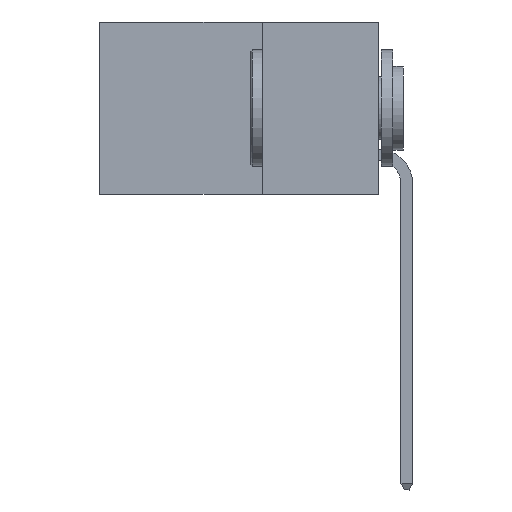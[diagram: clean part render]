
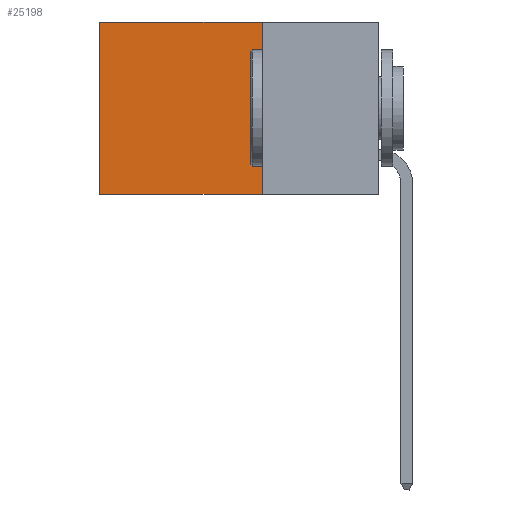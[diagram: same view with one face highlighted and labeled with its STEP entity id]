
A CAD part, left-side view. The second image highlights one B-rep face of the part: STEP entity #25198.
In plain terms, the highlighted planar face has unit normal (-1, 0, 0).
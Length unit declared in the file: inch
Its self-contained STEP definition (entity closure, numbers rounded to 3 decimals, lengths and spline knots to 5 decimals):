
#1214 = AXIS2_PLACEMENT_3D ( 'NONE', #16441, #9771, #14257 ) ;
#1397 = CARTESIAN_POINT ( 'NONE',  ( 0.2615, 0.25, -0.37 ) ) ;
#2203 = CARTESIAN_POINT ( 'NONE',  ( 0.2615, 0.25, 0. ) ) ;
#2271 = VECTOR ( 'NONE', #19691, 39.37008 ) ;
#2337 = EDGE_CURVE ( 'NONE', #3832, #2861, #14075, .T. ) ;
#2861 = VERTEX_POINT ( 'NONE', #1397 ) ;
#3616 = VERTEX_POINT ( 'NONE', #12670 ) ;
#3832 = VERTEX_POINT ( 'NONE', #13424 ) ;
#3911 = CARTESIAN_POINT ( 'NONE',  ( 0.2615, 0.25, -0.37 ) ) ;
#4276 = DIRECTION ( 'NONE',  ( 0., 0., -1. ) ) ;
#5930 = ORIENTED_EDGE ( 'NONE', *, *, #20589, .F. ) ;
#6074 = VERTEX_POINT ( 'NONE', #7627 ) ;
#6803 = DIRECTION ( 'NONE',  ( 0., 1., 0. ) ) ;
#7627 = CARTESIAN_POINT ( 'NONE',  ( 0.2615, 0.6, 0. ) ) ;
#9771 = DIRECTION ( 'NONE',  ( 1., 0., 0. ) ) ;
#12670 = CARTESIAN_POINT ( 'NONE',  ( 0.2615, 0.6, -0.37 ) ) ;
#13421 = EDGE_CURVE ( 'NONE', #3832, #6074, #13801, .T. ) ;
#13424 = CARTESIAN_POINT ( 'NONE',  ( 0.2615, 0.25, 0. ) ) ;
#13748 = LINE ( 'NONE', #25373, #2271 ) ;
#13801 = LINE ( 'NONE', #2203, #21578 ) ;
#14075 = LINE ( 'NONE', #3911, #17818 ) ;
#14257 = DIRECTION ( 'NONE',  ( 0., 0., -1. ) ) ;
#14792 = ORIENTED_EDGE ( 'NONE', *, *, #2337, .F. ) ;
#16441 = CARTESIAN_POINT ( 'NONE',  ( 0.2615, 0.25, -0.37 ) ) ;
#17643 = FACE_OUTER_BOUND ( 'NONE', #18813, .T. ) ;
#17818 = VECTOR ( 'NONE', #4276, 39.37008 ) ;
#17908 = VECTOR ( 'NONE', #6803, 39.37008 ) ;
#18680 = CARTESIAN_POINT ( 'NONE',  ( 0.2615, 0.25, -0.37 ) ) ;
#18813 = EDGE_LOOP ( 'NONE', ( #24269, #5930, #14792, #21235 ) ) ;
#19691 = DIRECTION ( 'NONE',  ( 0., 0., -1. ) ) ;
#19713 = PLANE ( 'NONE',  #1214 ) ;
#20589 = EDGE_CURVE ( 'NONE', #2861, #3616, #24481, .T. ) ;
#20851 = EDGE_CURVE ( 'NONE', #6074, #3616, #13748, .T. ) ;
#21235 = ORIENTED_EDGE ( 'NONE', *, *, #13421, .T. ) ;
#21578 = VECTOR ( 'NONE', #21667, 39.37008 ) ;
#21667 = DIRECTION ( 'NONE',  ( 0., 1., 0. ) ) ;
#24269 = ORIENTED_EDGE ( 'NONE', *, *, #20851, .T. ) ;
#24481 = LINE ( 'NONE', #18680, #17908 ) ;
#25198 = ADVANCED_FACE ( 'NONE', ( #17643 ), #19713, .F. ) ;
#25373 = CARTESIAN_POINT ( 'NONE',  ( 0.2615, 0.6, -0.37 ) ) ;
